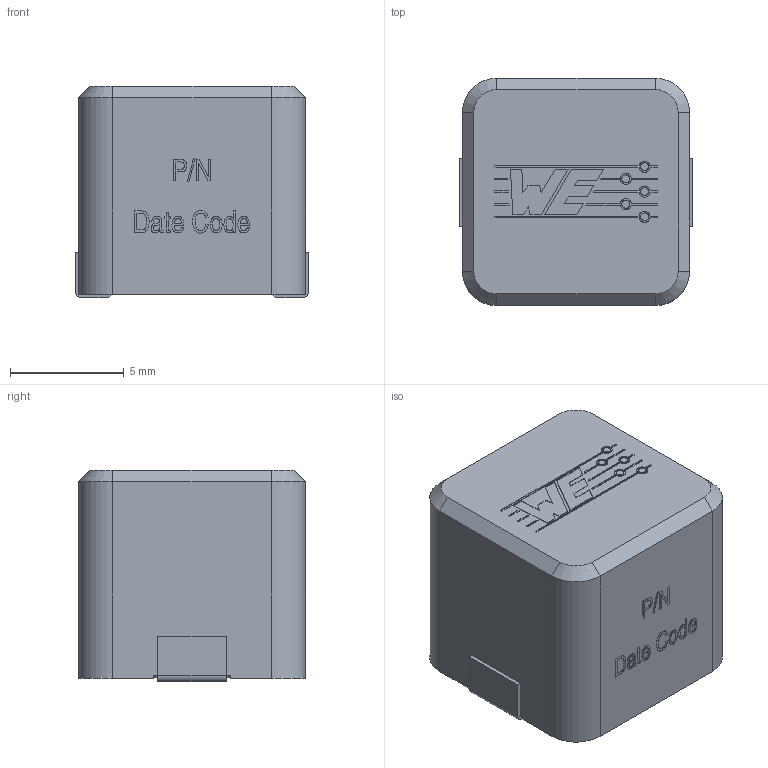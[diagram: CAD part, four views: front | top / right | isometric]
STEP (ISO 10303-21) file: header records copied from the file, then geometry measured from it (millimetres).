
FILE_DESCRIPTION(/* description */ ('Unknown'),/* implementation_level */ '2;1');
FILE_NAME(/* name */ '7443330xxx',/* time_stamp */ '2023-10-24T16:55:57+02:00',/* author */ ('Unknown'),/* organization */ ('Unknown'),/* preprocessor_version */ 'ST-DEVELOPER v16.7',/* originating_system */ 'Solid Edge',/* authorisation */ 'Unknown');
FILE_SCHEMA (('AUTOMOTIVE_DESIGN {1 0 10303 214 3 1 1}'));
Length unit declared in the file: millimetre
Products named in the file (4): 7443330xxx; base; core; contact
Assembly tree (3 placements, depth 2):
  7443330xxx
    base
    core
    contact
Bounding box: 10.25 x 10 x 9.3 mm (x, y, z)
Volume: 718.7 mm3; surface area: 1379.8 mm2
Topology: 5 solids, 5 shells, 982 faces, 2799 edges, 1862 vertices
Faces by surface type: plane 922, cylinder 31, bspline 25, cone 4
Full cylindrical faces by diameter (mm): 0.48 x2, 0.5 x2, 6 x1
Entity records: 39208 total; most frequent: CARTESIAN_POINT 10234, ORIENTED_EDGE 5576, DIRECTION 3132, EDGE_CURVE 2788, VERTEX_POINT 1860, B_SPLINE_CURVE_WITH_KNOTS 1644, LINE 1078, VECTOR 1078
